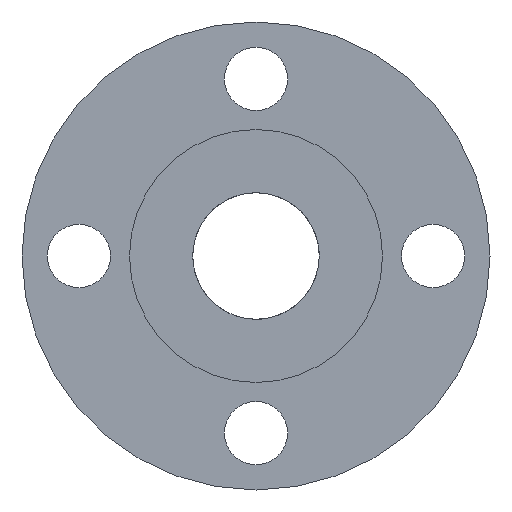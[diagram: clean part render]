
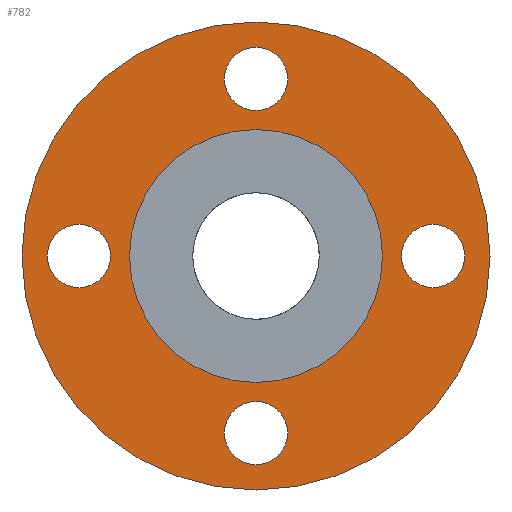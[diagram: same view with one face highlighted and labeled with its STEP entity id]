
A CAD part, front view. The second image highlights one B-rep face of the part: STEP entity #782.
In plain terms, the highlighted planar face has unit normal (0, -1, 0).
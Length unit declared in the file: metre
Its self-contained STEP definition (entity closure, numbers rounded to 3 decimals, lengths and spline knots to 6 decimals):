
#4 = CARTESIAN_POINT('NONE', (0.058738, 0, -0));
#5 = VERTEX_POINT('NONE', #4);
#8 = CARTESIAN_POINT('NONE', (0.052388, 0, 0.));
#9 = VERTEX_POINT('NONE', #8);
#12 = CARTESIAN_POINT('NONE', (0., 0, -0.052388));
#13 = VERTEX_POINT('NONE', #12);
#16 = CARTESIAN_POINT('NONE', (-0.052388, 0, 0.));
#17 = VERTEX_POINT('NONE', #16);
#20 = CARTESIAN_POINT('NONE', (0., 0, 0.052388));
#21 = VERTEX_POINT('NONE', #20);
#28 = CARTESIAN_POINT('NONE', (-0.03175, 0, -0));
#29 = VERTEX_POINT('NONE', #28);
#36 = DIRECTION('NONE', (1, 0, -0));
#37 = DIRECTION('NONE', (0, 1, 0));
#38 = CARTESIAN_POINT('NONE', (-0, 0, 0));
#39 = AXIS2_PLACEMENT_3D('NONE', #38, #37, #36);
#40 = CIRCLE('NONE', #39, 0.058738);
#50 = DIRECTION('NONE', (1, 0, 0.));
#51 = DIRECTION('NONE', (0, -1, 0));
#52 = CARTESIAN_POINT('NONE', (0.04445, -0, 0.));
#53 = AXIS2_PLACEMENT_3D('NONE', #52, #51, #50);
#54 = CIRCLE('NONE', #53, 0.007938);
#64 = DIRECTION('NONE', (0., 0, -1));
#65 = DIRECTION('NONE', (0, -1, 0));
#66 = CARTESIAN_POINT('NONE', (0., -0, -0.04445));
#67 = AXIS2_PLACEMENT_3D('NONE', #66, #65, #64);
#68 = CIRCLE('NONE', #67, 0.007938);
#78 = DIRECTION('NONE', (-1, 0, 0.));
#79 = DIRECTION('NONE', (-0, -1, 0));
#80 = CARTESIAN_POINT('NONE', (-0.04445, -0, 0.));
#81 = AXIS2_PLACEMENT_3D('NONE', #80, #79, #78);
#82 = CIRCLE('NONE', #81, 0.007938);
#92 = DIRECTION('NONE', (0., 0, 1));
#93 = DIRECTION('NONE', (0, -1, 0));
#94 = CARTESIAN_POINT('NONE', (0., -0, 0.04445));
#95 = AXIS2_PLACEMENT_3D('NONE', #94, #93, #92);
#96 = CIRCLE('NONE', #95, 0.007938);
#120 = DIRECTION('NONE', (-1, 0, -0));
#121 = DIRECTION('NONE', (0, -1, -0));
#122 = CARTESIAN_POINT('NONE', (0, -0, 0));
#123 = AXIS2_PLACEMENT_3D('NONE', #122, #121, #120);
#124 = CIRCLE('NONE', #123, 0.03175);
#649 = EDGE_CURVE('NONE', #5, #5, #40, .T.);
#652 = EDGE_CURVE('NONE', #9, #9, #54, .T.);
#655 = EDGE_CURVE('NONE', #13, #13, #68, .T.);
#658 = EDGE_CURVE('NONE', #17, #17, #82, .T.);
#661 = EDGE_CURVE('NONE', #21, #21, #96, .T.);
#667 = EDGE_CURVE('NONE', #29, #29, #124, .T.);
#698 = CARTESIAN_POINT('NONE', (0, 0, -0));
#699 = DIRECTION('NONE', (0, 1, 0));
#700 = AXIS2_PLACEMENT_3D('NONE', #698, #699, $);
#701 = PLANE('NONE', #700);
#764 = ORIENTED_EDGE('NONE', *, *, #649, .F.);
#765 = ORIENTED_EDGE('NONE', *, *, #652, .F.);
#766 = ORIENTED_EDGE('NONE', *, *, #655, .F.);
#767 = ORIENTED_EDGE('NONE', *, *, #658, .F.);
#768 = ORIENTED_EDGE('NONE', *, *, #661, .F.);
#769 = ORIENTED_EDGE('NONE', *, *, #667, .F.);
#770 = EDGE_LOOP('NONE', (#764));
#771 = FACE_BOUND('NONE', #770, .T.);
#772 = EDGE_LOOP('NONE', (#765));
#773 = FACE_BOUND('NONE', #772, .T.);
#774 = EDGE_LOOP('NONE', (#766));
#775 = FACE_BOUND('NONE', #774, .T.);
#776 = EDGE_LOOP('NONE', (#767));
#777 = FACE_BOUND('NONE', #776, .T.);
#778 = EDGE_LOOP('NONE', (#768));
#779 = FACE_BOUND('NONE', #778, .T.);
#780 = EDGE_LOOP('NONE', (#769));
#781 = FACE_BOUND('NONE', #780, .T.);
#782 = ADVANCED_FACE('NONE', (#771, #773, #775, #777, #779, #781), #701, .F.);
